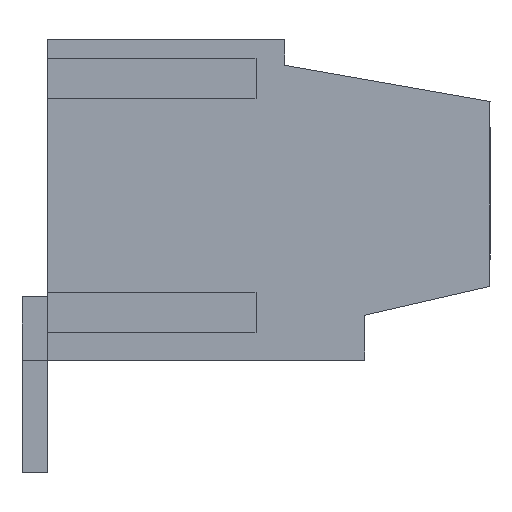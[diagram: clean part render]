
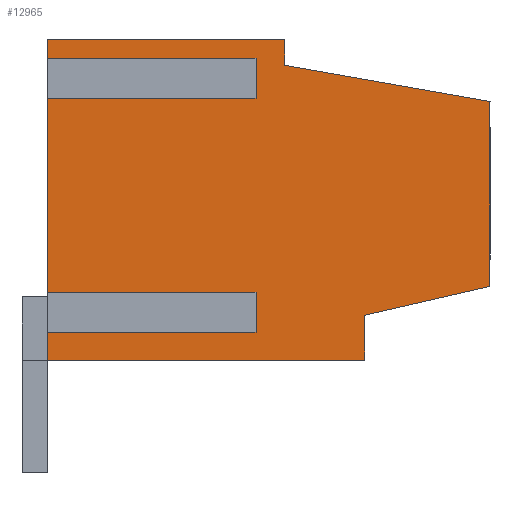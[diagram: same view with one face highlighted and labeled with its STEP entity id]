
A CAD part, left-side view. The second image highlights one B-rep face of the part: STEP entity #12965.
In plain terms, the highlighted planar face has unit normal (-1, 0, 0).
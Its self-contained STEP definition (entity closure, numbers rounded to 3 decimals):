
#12902=AXIS2_PLACEMENT_3D('Plane Axis2P3D',#12899,#12900,#12901) ;
#11860=CARTESIAN_POINT('Vertex',(0.55,13.8,3.5)) ;
#11863=CARTESIAN_POINT('Line Origine',(0.55,13.8,4.097)) ;
#11867=CARTESIAN_POINT('Vertex',(0.55,13.8,4.694)) ;
#11888=CARTESIAN_POINT('Vertex',(0.55,13.8,5.306)) ;
#11891=CARTESIAN_POINT('Line Origine',(0.55,13.8,8.65)) ;
#11895=CARTESIAN_POINT('Vertex',(0.55,13.8,11.994)) ;
#11916=CARTESIAN_POINT('Vertex',(0.55,13.8,12.606)) ;
#11919=CARTESIAN_POINT('Line Origine',(0.55,13.8,13.053)) ;
#11923=CARTESIAN_POINT('Vertex',(0.55,13.8,13.5)) ;
#12371=CARTESIAN_POINT('Line Origine',(0.55,10.1,13.5)) ;
#12375=CARTESIAN_POINT('Vertex',(0.55,6.4,13.5)) ;
#12464=CARTESIAN_POINT('Line Origine',(0.55,6.4,13.1)) ;
#12468=CARTESIAN_POINT('Vertex',(0.55,6.4,12.7)) ;
#12489=CARTESIAN_POINT('Line Origine',(0.55,3.2,12.136)) ;
#12493=CARTESIAN_POINT('Vertex',(0.55,0.,11.572)) ;
#12514=CARTESIAN_POINT('Line Origine',(0.55,0.,8.686)) ;
#12518=CARTESIAN_POINT('Vertex',(0.55,0.,5.8)) ;
#12659=CARTESIAN_POINT('Line Origine',(0.55,1.95,5.35)) ;
#12663=CARTESIAN_POINT('Vertex',(0.55,3.9,4.9)) ;
#12794=CARTESIAN_POINT('Vertex',(0.55,3.9,3.5)) ;
#12797=CARTESIAN_POINT('Line Origine',(0.55,8.85,3.5)) ;
#12899=CARTESIAN_POINT('Axis2P3D Location',(0.55,14.6,0.)) ;
#12904=CARTESIAN_POINT('Line Origine',(0.55,10.55,5.306)) ;
#12908=CARTESIAN_POINT('Vertex',(0.55,7.3,5.306)) ;
#12911=CARTESIAN_POINT('Line Origine',(0.55,7.3,5.)) ;
#12915=CARTESIAN_POINT('Vertex',(0.55,7.3,4.694)) ;
#12918=CARTESIAN_POINT('Line Origine',(0.55,10.55,4.694)) ;
#12923=CARTESIAN_POINT('Line Origine',(0.55,3.9,4.2)) ;
#12928=CARTESIAN_POINT('Line Origine',(0.55,10.55,12.606)) ;
#12932=CARTESIAN_POINT('Vertex',(0.55,7.3,12.606)) ;
#12935=CARTESIAN_POINT('Line Origine',(0.55,7.3,12.3)) ;
#12939=CARTESIAN_POINT('Vertex',(0.55,7.3,11.994)) ;
#12942=CARTESIAN_POINT('Line Origine',(0.55,10.55,11.994)) ;
#11864=DIRECTION('Vector Direction',(0.,0.,-1.)) ;
#11892=DIRECTION('Vector Direction',(0.,0.,-1.)) ;
#11920=DIRECTION('Vector Direction',(0.,0.,-1.)) ;
#12372=DIRECTION('Vector Direction',(0.,1.,0.)) ;
#12465=DIRECTION('Vector Direction',(0.,0.,1.)) ;
#12490=DIRECTION('Vector Direction',(0.,0.985,0.174)) ;
#12515=DIRECTION('Vector Direction',(0.,0.,1.)) ;
#12660=DIRECTION('Vector Direction',(0.,-0.974,0.225)) ;
#12798=DIRECTION('Vector Direction',(0.,-1.,0.)) ;
#12900=DIRECTION('Axis2P3D Direction',(-1.,0.,0.)) ;
#12901=DIRECTION('Axis2P3D XDirection',(0.,1.,0.)) ;
#12905=DIRECTION('Vector Direction',(0.,-1.,0.)) ;
#12912=DIRECTION('Vector Direction',(0.,0.,-1.)) ;
#12919=DIRECTION('Vector Direction',(0.,-1.,0.)) ;
#12924=DIRECTION('Vector Direction',(0.,0.,1.)) ;
#12929=DIRECTION('Vector Direction',(0.,-1.,0.)) ;
#12936=DIRECTION('Vector Direction',(0.,0.,-1.)) ;
#12943=DIRECTION('Vector Direction',(0.,-1.,0.)) ;
#11865=VECTOR('Line Direction',#11864,1.) ;
#11893=VECTOR('Line Direction',#11892,1.) ;
#11921=VECTOR('Line Direction',#11920,1.) ;
#12373=VECTOR('Line Direction',#12372,1.) ;
#12466=VECTOR('Line Direction',#12465,1.) ;
#12491=VECTOR('Line Direction',#12490,1.) ;
#12516=VECTOR('Line Direction',#12515,1.) ;
#12661=VECTOR('Line Direction',#12660,1.) ;
#12799=VECTOR('Line Direction',#12798,1.) ;
#12906=VECTOR('Line Direction',#12905,1.) ;
#12913=VECTOR('Line Direction',#12912,1.) ;
#12920=VECTOR('Line Direction',#12919,1.) ;
#12925=VECTOR('Line Direction',#12924,1.) ;
#12930=VECTOR('Line Direction',#12929,1.) ;
#12937=VECTOR('Line Direction',#12936,1.) ;
#12944=VECTOR('Line Direction',#12943,1.) ;
#12948=ORIENTED_EDGE('',*,*,#11897,.T.) ;
#12949=ORIENTED_EDGE('',*,*,#12910,.T.) ;
#12950=ORIENTED_EDGE('',*,*,#12917,.T.) ;
#12951=ORIENTED_EDGE('',*,*,#12922,.F.) ;
#12952=ORIENTED_EDGE('',*,*,#11869,.T.) ;
#12953=ORIENTED_EDGE('',*,*,#12801,.T.) ;
#12954=ORIENTED_EDGE('',*,*,#12927,.T.) ;
#12955=ORIENTED_EDGE('',*,*,#12665,.T.) ;
#12956=ORIENTED_EDGE('',*,*,#12520,.T.) ;
#12957=ORIENTED_EDGE('',*,*,#12495,.T.) ;
#12958=ORIENTED_EDGE('',*,*,#12470,.T.) ;
#12959=ORIENTED_EDGE('',*,*,#12377,.T.) ;
#12960=ORIENTED_EDGE('',*,*,#11925,.T.) ;
#12961=ORIENTED_EDGE('',*,*,#12934,.T.) ;
#12962=ORIENTED_EDGE('',*,*,#12941,.T.) ;
#12963=ORIENTED_EDGE('',*,*,#12946,.F.) ;
#12965=ADVANCED_FACE('HOUSING',(#12964),#12903,.T.) ;
#11869=EDGE_CURVE('',#11868,#11861,#11866,.T.) ;
#11897=EDGE_CURVE('',#11896,#11889,#11894,.T.) ;
#11925=EDGE_CURVE('',#11924,#11917,#11922,.T.) ;
#12377=EDGE_CURVE('',#12376,#11924,#12374,.T.) ;
#12470=EDGE_CURVE('',#12469,#12376,#12467,.T.) ;
#12495=EDGE_CURVE('',#12494,#12469,#12492,.T.) ;
#12520=EDGE_CURVE('',#12519,#12494,#12517,.T.) ;
#12665=EDGE_CURVE('',#12664,#12519,#12662,.T.) ;
#12801=EDGE_CURVE('',#11861,#12795,#12800,.T.) ;
#12910=EDGE_CURVE('',#11889,#12909,#12907,.T.) ;
#12917=EDGE_CURVE('',#12909,#12916,#12914,.T.) ;
#12922=EDGE_CURVE('',#11868,#12916,#12921,.T.) ;
#12927=EDGE_CURVE('',#12795,#12664,#12926,.T.) ;
#12934=EDGE_CURVE('',#11917,#12933,#12931,.T.) ;
#12941=EDGE_CURVE('',#12933,#12940,#12938,.T.) ;
#12946=EDGE_CURVE('',#11896,#12940,#12945,.T.) ;
#12947=EDGE_LOOP('',(#12948,#12949,#12950,#12951,#12952,#12953,#12954,#12955,#12956,#12957,#12958,#12959,#12960,#12961,#12962,#12963)) ;
#12964=FACE_OUTER_BOUND('',#12947,.T.) ;
#11866=LINE('Line',#11863,#11865) ;
#11894=LINE('Line',#11891,#11893) ;
#11922=LINE('Line',#11919,#11921) ;
#12374=LINE('Line',#12371,#12373) ;
#12467=LINE('Line',#12464,#12466) ;
#12492=LINE('Line',#12489,#12491) ;
#12517=LINE('Line',#12514,#12516) ;
#12662=LINE('Line',#12659,#12661) ;
#12800=LINE('Line',#12797,#12799) ;
#12907=LINE('Line',#12904,#12906) ;
#12914=LINE('Line',#12911,#12913) ;
#12921=LINE('Line',#12918,#12920) ;
#12926=LINE('Line',#12923,#12925) ;
#12931=LINE('Line',#12928,#12930) ;
#12938=LINE('Line',#12935,#12937) ;
#12945=LINE('Line',#12942,#12944) ;
#12903=PLANE('',#12902) ;
#11861=VERTEX_POINT('',#11860) ;
#11868=VERTEX_POINT('',#11867) ;
#11889=VERTEX_POINT('',#11888) ;
#11896=VERTEX_POINT('',#11895) ;
#11917=VERTEX_POINT('',#11916) ;
#11924=VERTEX_POINT('',#11923) ;
#12376=VERTEX_POINT('',#12375) ;
#12469=VERTEX_POINT('',#12468) ;
#12494=VERTEX_POINT('',#12493) ;
#12519=VERTEX_POINT('',#12518) ;
#12664=VERTEX_POINT('',#12663) ;
#12795=VERTEX_POINT('',#12794) ;
#12909=VERTEX_POINT('',#12908) ;
#12916=VERTEX_POINT('',#12915) ;
#12933=VERTEX_POINT('',#12932) ;
#12940=VERTEX_POINT('',#12939) ;
